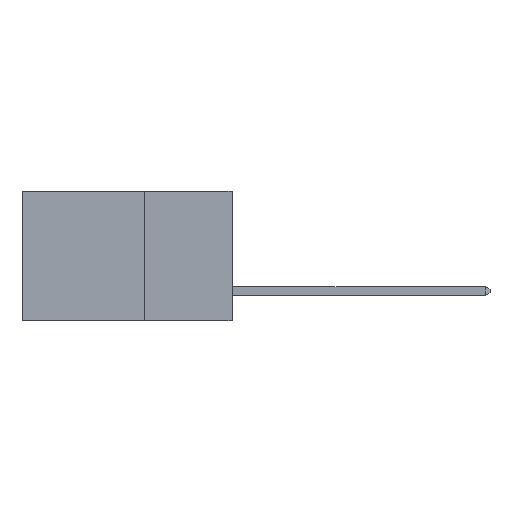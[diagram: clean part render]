
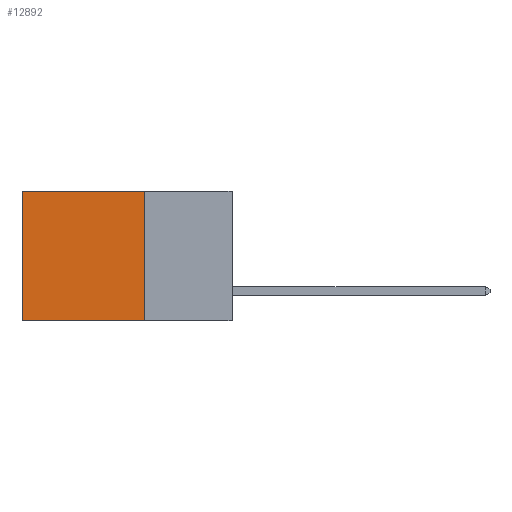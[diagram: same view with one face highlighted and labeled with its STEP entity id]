
A CAD part, left-side view. The second image highlights one B-rep face of the part: STEP entity #12892.
In plain terms, the highlighted planar face has unit normal (-1, 0, 0).
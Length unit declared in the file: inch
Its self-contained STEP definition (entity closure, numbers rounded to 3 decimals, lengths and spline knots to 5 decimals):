
#847 = EDGE_CURVE ( 'NONE', #5651, #25003, #14397, .T. ) ;
#1094 = AXIS2_PLACEMENT_3D ( 'NONE', #1343, #9377, #23303 ) ;
#1343 = CARTESIAN_POINT ( 'NONE',  ( 0.2875, 0.25, 0. ) ) ;
#1986 = CARTESIAN_POINT ( 'NONE',  ( 0.2875, 0.25, -0.37 ) ) ;
#2027 = CARTESIAN_POINT ( 'NONE',  ( 0.2875, 0.25, -0.37 ) ) ;
#2820 = VERTEX_POINT ( 'NONE', #1986 ) ;
#3872 = VECTOR ( 'NONE', #17347, 39.37008 ) ;
#5610 = VERTEX_POINT ( 'NONE', #12859 ) ;
#5651 = VERTEX_POINT ( 'NONE', #11153 ) ;
#6264 = EDGE_CURVE ( 'NONE', #5610, #5651, #7013, .T. ) ;
#7013 = LINE ( 'NONE', #11466, #21645 ) ;
#7724 = EDGE_CURVE ( 'NONE', #2820, #25003, #25564, .T. ) ;
#9377 = DIRECTION ( 'NONE',  ( 1., 0., 0. ) ) ;
#9482 = EDGE_CURVE ( 'NONE', #5610, #2820, #22403, .T. ) ;
#10579 = ORIENTED_EDGE ( 'NONE', *, *, #6264, .T. ) ;
#11153 = CARTESIAN_POINT ( 'NONE',  ( 0.2875, 0.6, 0. ) ) ;
#11466 = CARTESIAN_POINT ( 'NONE',  ( 0.2875, 0.25, 0. ) ) ;
#12425 = DIRECTION ( 'NONE',  ( 0., 0., -1. ) ) ;
#12859 = CARTESIAN_POINT ( 'NONE',  ( 0.2875, 0.25, 0. ) ) ;
#12892 = ADVANCED_FACE ( 'NONE', ( #22158 ), #21300, .F. ) ;
#13257 = CARTESIAN_POINT ( 'NONE',  ( 0.2875, 0.6, 0. ) ) ;
#13432 = DIRECTION ( 'NONE',  ( 0., 1., 0. ) ) ;
#14397 = LINE ( 'NONE', #13257, #3872 ) ;
#14412 = CARTESIAN_POINT ( 'NONE',  ( 0.2875, 0.25, 0. ) ) ;
#17094 = VECTOR ( 'NONE', #12425, 39.37008 ) ;
#17182 = ORIENTED_EDGE ( 'NONE', *, *, #9482, .F. ) ;
#17347 = DIRECTION ( 'NONE',  ( 0., 0., -1. ) ) ;
#18001 = DIRECTION ( 'NONE',  ( 0., 1., 0. ) ) ;
#19223 = CARTESIAN_POINT ( 'NONE',  ( 0.2875, 0.6, -0.37 ) ) ;
#20455 = ORIENTED_EDGE ( 'NONE', *, *, #847, .T. ) ;
#20843 = EDGE_LOOP ( 'NONE', ( #20455, #24494, #17182, #10579 ) ) ;
#21300 = PLANE ( 'NONE',  #1094 ) ;
#21645 = VECTOR ( 'NONE', #13432, 39.37008 ) ;
#22158 = FACE_OUTER_BOUND ( 'NONE', #20843, .T. ) ;
#22403 = LINE ( 'NONE', #14412, #17094 ) ;
#23303 = DIRECTION ( 'NONE',  ( 0., 0., -1. ) ) ;
#24494 = ORIENTED_EDGE ( 'NONE', *, *, #7724, .F. ) ;
#24943 = VECTOR ( 'NONE', #18001, 39.37008 ) ;
#25003 = VERTEX_POINT ( 'NONE', #19223 ) ;
#25564 = LINE ( 'NONE', #2027, #24943 ) ;
